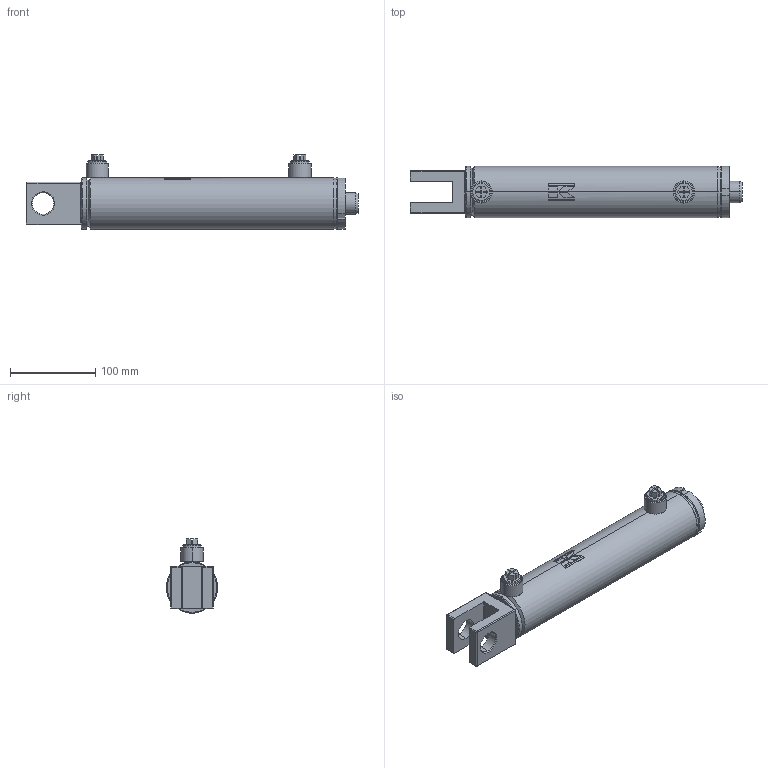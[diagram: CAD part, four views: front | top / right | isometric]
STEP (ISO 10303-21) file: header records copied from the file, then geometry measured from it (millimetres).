
FILE_DESCRIPTION (( 'STEP AP214' ), '1' );
FILE_NAME ('CFGCY0074486-Cylinder.step', '2025-07-09T12:03:33', ( 'Kramp IT' ), ( 'Kramp' ), 'SwSTEP 2.0', 'SolidWorks 2021', '' );
FILE_SCHEMA (( 'AUTOMOTIVE_DESIGN' ));
Length unit declared in the file: millimetre
Products named in the file (18): Rod-WA_Simplified; Tube-WA_Simplified; Tube_Simplified; LSN06E; DS2905013025_Simplified; ATT-NONE; FS1714; DC3905001; DS2905004VM_Simplified; Tube-MA_Simplified; DS2905013025VM_Simplified; Rod_Simplified; MATE-AID; DS2905004_Simplified; SP06M; DS2905015; CFGCY0074486-Cylinder
Assembly tree (17 placements, depth 4):
  ATT-NONE
  MATE-AID
  CFGCY0074486-Cylinder
    Tube-WA_Simplified
      Tube-MA_Simplified
        Tube_Simplified
        LSN06E
      LSN06E
      DC3905001
        DC3905001
      FS1714
    Rod-WA_Simplified
      Rod_Simplified
    DS2905013025VM_Simplified
      DS2905013025_Simplified
    DS2905004VM_Simplified
      DS2905004_Simplified
    DS2905015
    SP06M  x2
Bounding box: 389 x 60 x 87 mm (x, y, z)
Volume: 674201.4 mm3; surface area: 193918.3 mm2
Topology: 11 solids, 11 shells, 374 faces, 848 edges, 522 vertices
Faces by surface type: plane 141, cylinder 131, cone 64, torus 26, sphere 8, bspline 4
Entity records: 10074 total; most frequent: CARTESIAN_POINT 1706, DIRECTION 1546, ORIENTED_EDGE 1296, EDGE_CURVE 648, AXIS2_PLACEMENT_3D 616, VERTEX_POINT 400, EDGE_LOOP 334, VECTOR 314
